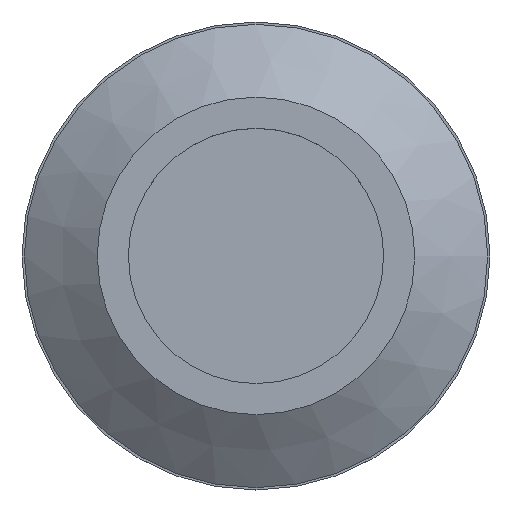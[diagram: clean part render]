
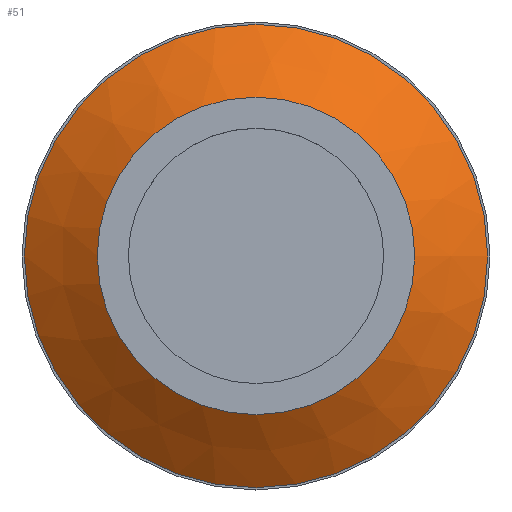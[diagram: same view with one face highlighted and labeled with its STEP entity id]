
A CAD part, top view. The second image highlights one B-rep face of the part: STEP entity #51.
In plain terms, the highlighted conical face has half-angle 55 degrees and reference radius 13.613 mm.
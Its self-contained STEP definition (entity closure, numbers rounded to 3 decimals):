
#51 = ADVANCED_FACE( '', ( #109, #110 ), #111, .T. );
#109 = FACE_BOUND( '', #174, .T. );
#110 = FACE_OUTER_BOUND( '', #175, .T. );
#111 = CONICAL_SURFACE( '', #176, 13.613, 0.96 );
#174 = EDGE_LOOP( '', ( #245 ) );
#175 = EDGE_LOOP( '', ( #246 ) );
#176 = AXIS2_PLACEMENT_3D( '', #247, #248, #249 );
#245 = ORIENTED_EDGE( '', *, *, #310, .F. );
#246 = ORIENTED_EDGE( '', *, *, #306, .T. );
#247 = CARTESIAN_POINT( '', ( 0., 0., 6.8 ) );
#248 = DIRECTION( '', ( 0., 0., -1. ) );
#249 = DIRECTION( '', ( -1., 0., 0. ) );
#306 = EDGE_CURVE( '', #340, #340, #341, .T. );
#310 = EDGE_CURVE( '', #347, #347, #348, .T. );
#340 = VERTEX_POINT( '', #383 );
#341 = CIRCLE( '', #384, 13.613 );
#347 = VERTEX_POINT( '', #390 );
#348 = CIRCLE( '', #391, 9.329 );
#383 = CARTESIAN_POINT( '', ( 13.613, 0., 6.8 ) );
#384 = AXIS2_PLACEMENT_3D( '', #427, #428, #429 );
#390 = CARTESIAN_POINT( '', ( 9.329, 0., 9.8 ) );
#391 = AXIS2_PLACEMENT_3D( '', #436, #437, #438 );
#427 = CARTESIAN_POINT( '', ( 0., 0., 6.8 ) );
#428 = DIRECTION( '', ( 0., 0., 1. ) );
#429 = DIRECTION( '', ( 1., 0., 0. ) );
#436 = CARTESIAN_POINT( '', ( 0., 0., 9.8 ) );
#437 = DIRECTION( '', ( 0., 0., 1. ) );
#438 = DIRECTION( '', ( 1., 0., 0. ) );
